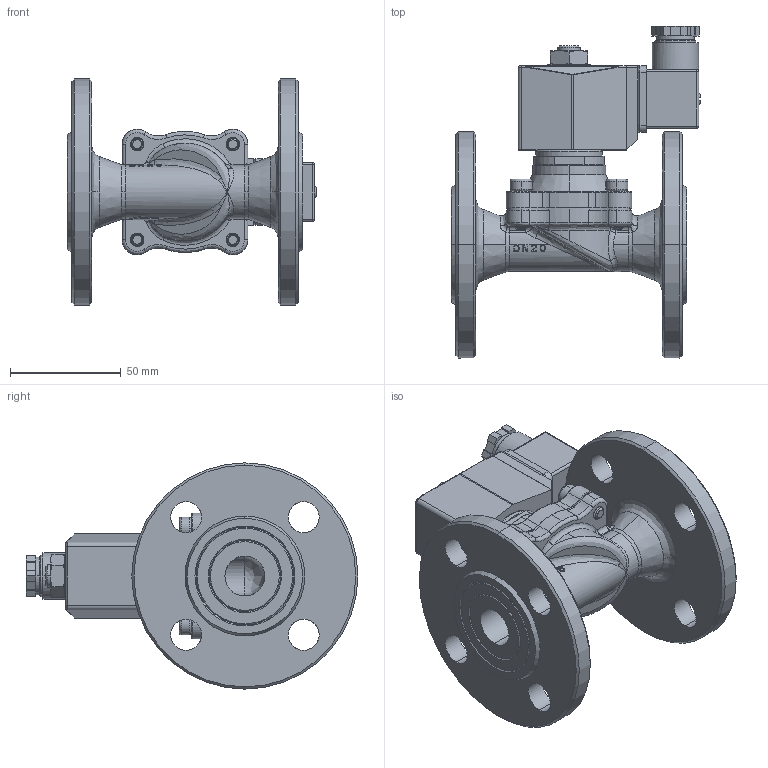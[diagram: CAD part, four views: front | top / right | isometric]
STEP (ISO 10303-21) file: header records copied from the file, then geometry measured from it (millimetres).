
FILE_DESCRIPTION (( 'STEP AP214' ), '1' );
FILE_NAME ('242FL DN20.STEP', '2023-04-26T13:21:59', ( 'admin' ), ( 'Hewlett-Packard Company' ), 'SwSTEP 2.0', 'SolidWorks 2015', '' );
FILE_SCHEMA (( 'AUTOMOTIVE_DESIGN' ));
Length unit declared in the file: millimetre
Products named in the file (21): ENG-009280; ENG-009273; ENG-017877; ENG-009279; ENG-009278; ENG-009271; ENG-009270; ENG-009290; 242FL_DN20; ENG-009292; ENG-009291; 242FL DN20; ENG-009289; ENG-009288; ENG-009287; ENG-009286; ENG-009285; ENG-009284; ENG-009283; ENG-009282; ENG-009281
Assembly tree (21 placements, depth 4):
  242FL DN20
    242FL_DN20
    ENG-009292
      ENG-009290
      ENG-009270
      ENG-017877
        ENG-009271
        ENG-009278
        ENG-009279
      ENG-009273
      ENG-009280
      ENG-009281  x2
      ENG-009282
      ENG-009283
      ENG-009284
      ENG-009285
      ENG-009286
      ENG-009287
      ENG-009288
      ENG-009289
      ENG-009291
Bounding box: 112.3 x 149.7 x 102 mm (x, y, z)
Volume: 92608.2 mm3; surface area: 114013 mm2
Topology: 18 solids, 27 shells, 1131 faces, 2907 edges, 1857 vertices
Faces by surface type: cylinder 363, plane 337, bspline 274, cone 107, torus 42, sphere 8
Entity records: 80713 total; most frequent: CARTESIAN_POINT 53605, ORIENTED_EDGE 5733, DIRECTION 4180, EDGE_CURVE 2870, VERTEX_POINT 1845, AXIS2_PLACEMENT_3D 1575, EDGE_LOOP 1249, ADVANCED_FACE 1122
